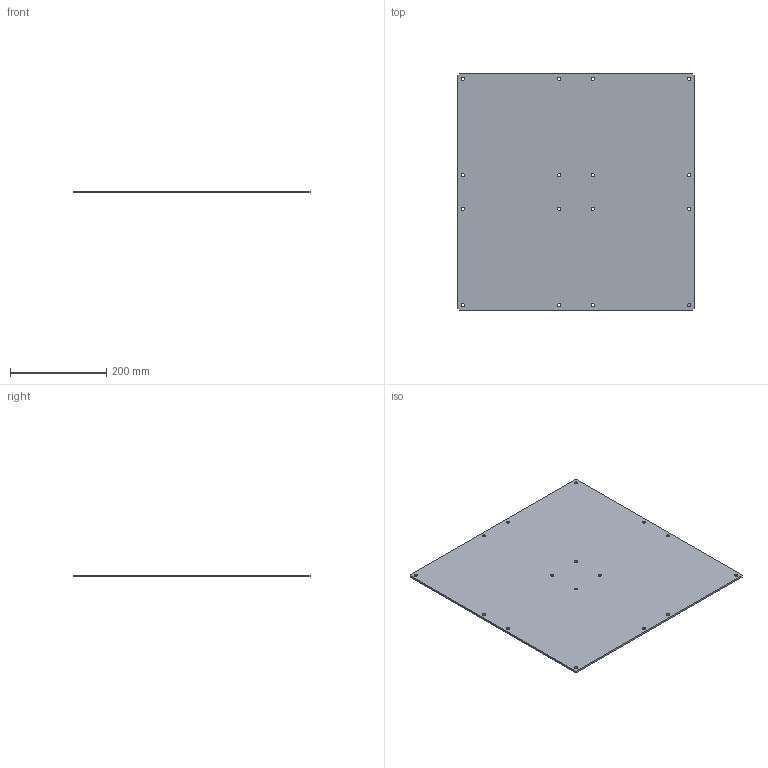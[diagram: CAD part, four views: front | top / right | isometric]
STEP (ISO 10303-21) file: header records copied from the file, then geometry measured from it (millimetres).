
FILE_DESCRIPTION(/* description */ (''),/* implementation_level */ '2;1');
FILE_NAME(/* name */ 'PPL66.stp',/* time_stamp */ '2017-09-06T10:10:16+02:00',/* author */ (''),/* organization */ (''),/* preprocessor_version */ 'ST-DEVELOPER v15',/* originating_system */ 'SIEMENS PLM Software NX 9.0',/* authorisation */ '');
FILE_SCHEMA (('CONFIG_CONTROL_DESIGN'));
Length unit declared in the file: millimetre
Products named in the file (1): PPL66_stp
Bounding box: 490 x 490 x 4 mm (x, y, z)
Volume: 957950 mm3; surface area: 488190.4 mm2
Topology: 1 solids, 1 shells, 27 faces, 72 edges, 48 vertices
Faces by surface type: cylinder 16, plane 11
Full cylindrical faces by diameter (mm): 7 x16
Entity records: 922 total; most frequent: DIRECTION 144, CARTESIAN_POINT 132, ORIENTED_EDGE 112, EDGE_LOOP 74, FACE_BOUND 65, AXIS2_PLACEMENT_3D 60, EDGE_CURVE 56, VERTEX_POINT 48
